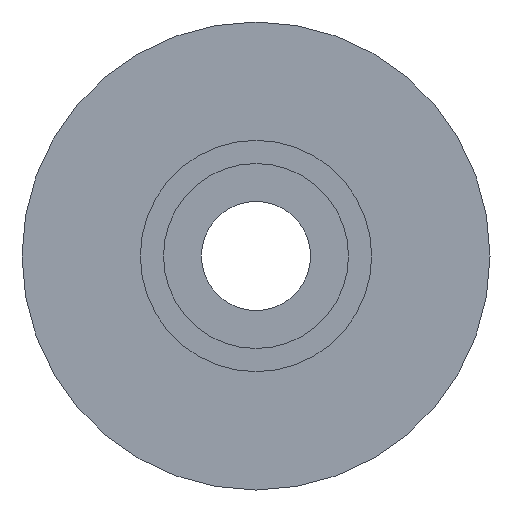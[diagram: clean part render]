
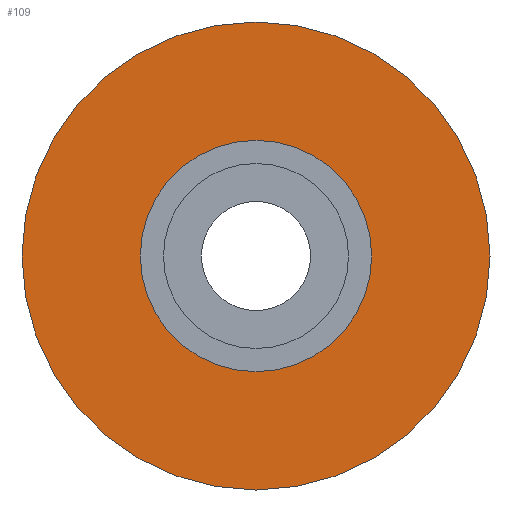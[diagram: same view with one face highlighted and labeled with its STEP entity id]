
A CAD part, front view. The second image highlights one B-rep face of the part: STEP entity #109.
In plain terms, the highlighted planar face has unit normal (0, -1, 0).
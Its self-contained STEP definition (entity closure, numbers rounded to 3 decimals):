
#15=FACE_BOUND('',#34,.T.);
#19=PLANE('',#135);
#25=FACE_OUTER_BOUND('',#33,.T.);
#33=EDGE_LOOP('',(#87));
#34=EDGE_LOOP('',(#88));
#53=CIRCLE('',#133,12.85);
#55=CIRCLE('',#136,6.35);
#61=VERTEX_POINT('',#191);
#63=VERTEX_POINT('',#197);
#70=EDGE_CURVE('',#61,#61,#53,.T.);
#73=EDGE_CURVE('',#63,#63,#55,.T.);
#87=ORIENTED_EDGE('',*,*,#70,.T.);
#88=ORIENTED_EDGE('',*,*,#73,.F.);
#109=ADVANCED_FACE('',(#25,#15),#19,.F.);
#133=AXIS2_PLACEMENT_3D('',#192,#156,#157);
#135=AXIS2_PLACEMENT_3D('',#196,#161,#162);
#136=AXIS2_PLACEMENT_3D('',#198,#163,#164);
#156=DIRECTION('center_axis',(0.,-1.,0.));
#157=DIRECTION('ref_axis',(-1.,0.,0.));
#161=DIRECTION('center_axis',(0.,1.,0.));
#162=DIRECTION('ref_axis',(-1.,0.,0.));
#163=DIRECTION('center_axis',(0.,-1.,0.));
#164=DIRECTION('ref_axis',(1.,0.,0.));
#191=CARTESIAN_POINT('',(12.85,5.77,0.));
#192=CARTESIAN_POINT('Origin',(0.,5.77,0.));
#196=CARTESIAN_POINT('Origin',(0.,5.77,0.));
#197=CARTESIAN_POINT('',(-6.35,5.77,0.));
#198=CARTESIAN_POINT('Origin',(0.,5.77,0.));
